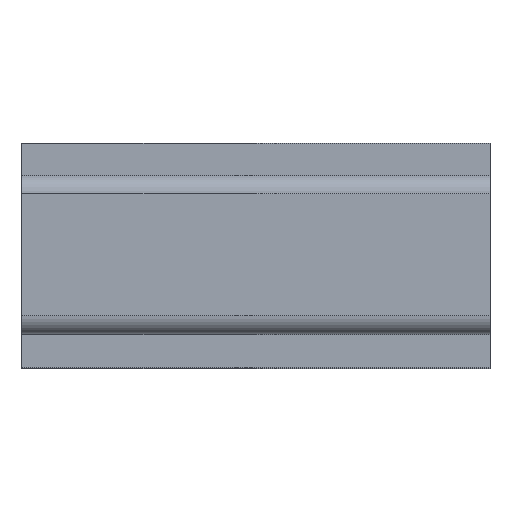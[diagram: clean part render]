
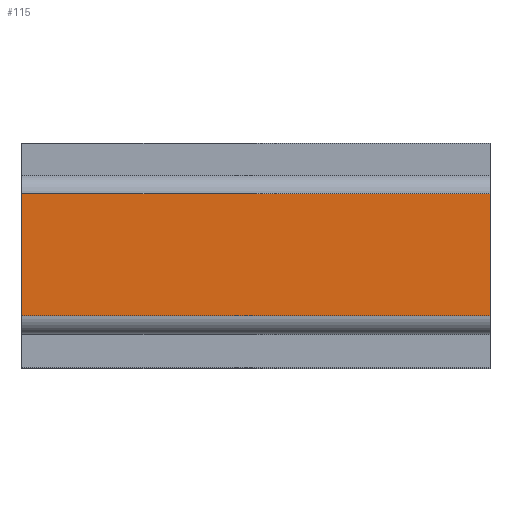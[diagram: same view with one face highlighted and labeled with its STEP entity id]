
A CAD part, top view. The second image highlights one B-rep face of the part: STEP entity #115.
In plain terms, the highlighted planar face has unit normal (0, 0, 1).
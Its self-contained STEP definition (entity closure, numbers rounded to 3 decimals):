
#115=ADVANCED_FACE('',(#272),#273,.F.);
#272=FACE_OUTER_BOUND('',#519,.T.);
#273=PLANE('',#520);
#519=EDGE_LOOP('',(#967,#968,#969,#970));
#520=AXIS2_PLACEMENT_3D('',#971,#972,#973);
#967=ORIENTED_EDGE('',*,*,#1756,.F.);
#968=ORIENTED_EDGE('',*,*,#1802,.T.);
#969=ORIENTED_EDGE('',*,*,#1747,.T.);
#970=ORIENTED_EDGE('',*,*,#1801,.T.);
#971=CARTESIAN_POINT('',(-1.25,-0.425,4.0));
#972=DIRECTION('',(0.0,0.0,-1.0));
#973=DIRECTION('',(0.0,-1.0,0.0));
#1747=EDGE_CURVE('',#2090,#2088,#2091,.T.);
#1756=EDGE_CURVE('',#2105,#2107,#2108,.T.);
#1801=EDGE_CURVE('',#2088,#2107,#2175,.F.);
#1802=EDGE_CURVE('',#2105,#2090,#2176,.T.);
#2088=VERTEX_POINT('',#2627);
#2090=VERTEX_POINT('',#2629);
#2091=LINE('',#2630,#2631);
#2105=VERTEX_POINT('',#2649);
#2107=VERTEX_POINT('',#2651);
#2108=LINE('',#2652,#2653);
#2175=LINE('',#2760,#2761);
#2176=LINE('',#2762,#2763);
#2627=CARTESIAN_POINT('',(1.25,0.325,4.0));
#2629=CARTESIAN_POINT('',(1.25,-0.325,4.0));
#2630=CARTESIAN_POINT('',(1.25,-0.425,4.0));
#2631=VECTOR('',#3383,1000.0);
#2649=CARTESIAN_POINT('',(-1.25,-0.325,4.0));
#2651=CARTESIAN_POINT('',(-1.25,0.325,4.0));
#2652=CARTESIAN_POINT('',(-1.25,-0.425,4.0));
#2653=VECTOR('',#3400,1000.0);
#2760=CARTESIAN_POINT('',(-1.25,0.325,4.0));
#2761=VECTOR('',#3453,1000.0);
#2762=CARTESIAN_POINT('',(-1.25,-0.325,4.0));
#2763=VECTOR('',#3454,1000.0);
#3383=DIRECTION('',(0.0,1.0,0.0));
#3400=DIRECTION('',(0.0,1.0,0.0));
#3453=DIRECTION('',(1.0,0.0,0.0));
#3454=DIRECTION('',(1.0,0.0,0.0));
